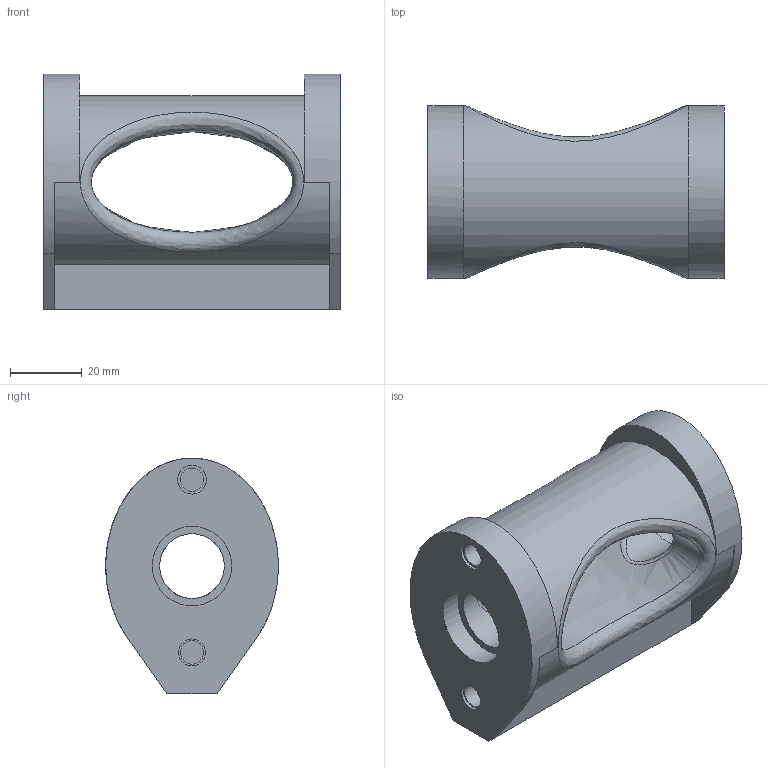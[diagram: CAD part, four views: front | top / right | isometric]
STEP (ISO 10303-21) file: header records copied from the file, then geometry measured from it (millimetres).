
FILE_DESCRIPTION(/* description */ (''),/* implementation_level */ '2;1');
FILE_NAME(/* name */ 'Housing_22mm_OD.step',/* time_stamp */ '2025-07-21T00:52:22-07:00',/* author */ (''),/* organization */ (''),/* preprocessor_version */ 'ST-DEVELOPER v20.1',/* originating_system */ 'Autodesk Translation Framework v14.10.0.0',/* authorisation */ '');
FILE_SCHEMA (('AUTOMOTIVE_DESIGN { 1 0 10303 214 3 1 1 }'));
Length unit declared in the file: millimetre
Products named in the file (1): Housing_22mm_OD
Bounding box: 82.5 x 48 x 65.47 mm (x, y, z)
Volume: 99814.6 mm3; surface area: 23931.9 mm2
Topology: 1 solids, 1 shells, 45 faces, 98 edges, 64 vertices
Faces by surface type: plane 25, cylinder 13, bspline 7
Full cylindrical faces by diameter (mm): 6.5 x4, 7.5 x2, 8 x2, 18 x2, 22.1 x2
Entity records: 2144 total; most frequent: CARTESIAN_POINT 1123, DIRECTION 200, ORIENTED_EDGE 196, EDGE_CURVE 98, AXIS2_PLACEMENT_3D 79, VERTEX_POINT 64, EDGE_LOOP 60, FACE_OUTER_BOUND 45
